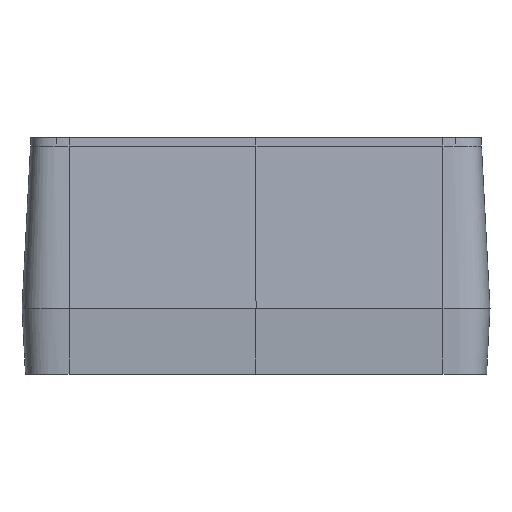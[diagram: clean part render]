
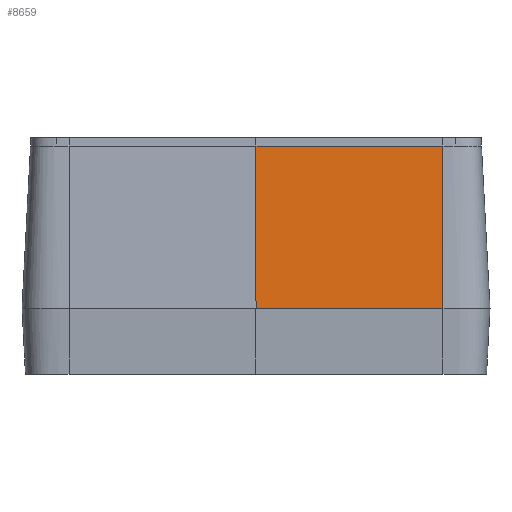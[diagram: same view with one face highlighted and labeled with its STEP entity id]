
A CAD part, front view. The second image highlights one B-rep face of the part: STEP entity #8659.
In plain terms, the highlighted free-form (B-spline) face has degree [5, 1] with [6, 2] control points.
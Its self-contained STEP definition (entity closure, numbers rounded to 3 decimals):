
#8526=CARTESIAN_POINT('Vertex',(34.,-46.549,-2.5)) ;
#8566=CARTESIAN_POINT('Vertex',(34.,-45.003,27.)) ;
#8570=CARTESIAN_POINT('Control Point',(34.,-45.003,27.)) ;
#8571=CARTESIAN_POINT('Control Point',(34.,-46.549,-2.5)) ;
#8581=CARTESIAN_POINT('Control Point',(34.,-45.003,27.)) ;
#8582=CARTESIAN_POINT('Control Point',(34.,-46.549,-2.5)) ;
#8583=CARTESIAN_POINT('Control Point',(27.2,-45.003,27.)) ;
#8584=CARTESIAN_POINT('Control Point',(27.2,-46.549,-2.5)) ;
#8585=CARTESIAN_POINT('Control Point',(20.4,-45.003,27.)) ;
#8586=CARTESIAN_POINT('Control Point',(20.4,-46.549,-2.5)) ;
#8587=CARTESIAN_POINT('Control Point',(25.453,-45.003,27.)) ;
#8588=CARTESIAN_POINT('Control Point',(25.453,-46.549,-2.5)) ;
#8589=CARTESIAN_POINT('Control Point',(6.758,-45.003,27.)) ;
#8590=CARTESIAN_POINT('Control Point',(6.758,-46.549,-2.5)) ;
#8591=CARTESIAN_POINT('Control Point',(0.,-45.003,27.)) ;
#8592=CARTESIAN_POINT('Control Point',(0.,-46.549,-2.5)) ;
#8594=CARTESIAN_POINT('Control Point',(0.,-46.549,-2.5)) ;
#8595=CARTESIAN_POINT('Control Point',(0.49,-46.549,-2.5)) ;
#8596=CARTESIAN_POINT('Control Point',(1.027,-46.549,-2.5)) ;
#8597=CARTESIAN_POINT('Control Point',(1.592,-46.549,-2.5)) ;
#8598=CARTESIAN_POINT('Control Point',(3.148,-46.549,-2.5)) ;
#8599=CARTESIAN_POINT('Control Point',(4.81,-46.549,-2.5)) ;
#8600=CARTESIAN_POINT('Control Point',(5.859,-46.549,-2.5)) ;
#8601=CARTESIAN_POINT('Control Point',(9.233,-46.549,-2.5)) ;
#8602=CARTESIAN_POINT('Control Point',(12.549,-46.549,-2.5)) ;
#8603=CARTESIAN_POINT('Control Point',(14.708,-46.549,-2.5)) ;
#8604=CARTESIAN_POINT('Control Point',(18.633,-46.549,-2.5)) ;
#8605=CARTESIAN_POINT('Control Point',(21.649,-46.549,-2.5)) ;
#8606=CARTESIAN_POINT('Control Point',(22.931,-46.549,-2.5)) ;
#8607=CARTESIAN_POINT('Control Point',(24.713,-46.549,-2.5)) ;
#8608=CARTESIAN_POINT('Control Point',(26.668,-46.549,-2.5)) ;
#8609=CARTESIAN_POINT('Control Point',(27.286,-46.549,-2.5)) ;
#8610=CARTESIAN_POINT('Control Point',(28.866,-46.549,-2.5)) ;
#8611=CARTESIAN_POINT('Control Point',(30.626,-46.549,-2.5)) ;
#8612=CARTESIAN_POINT('Control Point',(31.725,-46.549,-2.5)) ;
#8613=CARTESIAN_POINT('Control Point',(32.862,-46.549,-2.5)) ;
#8614=CARTESIAN_POINT('Control Point',(34.,-46.549,-2.5)) ;
#8615=CARTESIAN_POINT('Vertex',(0.,-46.549,-2.5)) ;
#8619=CARTESIAN_POINT('Control Point',(34.,-45.003,27.)) ;
#8620=CARTESIAN_POINT('Control Point',(33.055,-45.003,27.)) ;
#8621=CARTESIAN_POINT('Control Point',(32.109,-45.003,27.)) ;
#8622=CARTESIAN_POINT('Control Point',(31.183,-45.003,27.)) ;
#8623=CARTESIAN_POINT('Control Point',(29.532,-45.003,27.)) ;
#8624=CARTESIAN_POINT('Control Point',(28.026,-45.003,27.)) ;
#8625=CARTESIAN_POINT('Control Point',(27.362,-45.003,27.)) ;
#8626=CARTESIAN_POINT('Control Point',(26.008,-45.003,27.)) ;
#8627=CARTESIAN_POINT('Control Point',(24.758,-45.003,27.)) ;
#8628=CARTESIAN_POINT('Control Point',(24.115,-45.003,27.)) ;
#8629=CARTESIAN_POINT('Control Point',(22.725,-45.003,27.)) ;
#8630=CARTESIAN_POINT('Control Point',(21.226,-45.003,27.)) ;
#8631=CARTESIAN_POINT('Control Point',(20.376,-45.003,27.)) ;
#8632=CARTESIAN_POINT('Control Point',(18.517,-45.003,27.)) ;
#8633=CARTESIAN_POINT('Control Point',(16.349,-45.003,27.)) ;
#8634=CARTESIAN_POINT('Control Point',(15.188,-45.003,27.)) ;
#8635=CARTESIAN_POINT('Control Point',(12.845,-45.003,27.)) ;
#8636=CARTESIAN_POINT('Control Point',(10.326,-45.003,27.)) ;
#8637=CARTESIAN_POINT('Control Point',(9.09,-45.003,27.)) ;
#8638=CARTESIAN_POINT('Control Point',(7.176,-45.003,27.)) ;
#8639=CARTESIAN_POINT('Control Point',(5.27,-45.003,27.)) ;
#8640=CARTESIAN_POINT('Control Point',(4.61,-45.003,27.)) ;
#8641=CARTESIAN_POINT('Control Point',(3.221,-45.003,27.)) ;
#8642=CARTESIAN_POINT('Control Point',(1.892,-45.003,27.)) ;
#8643=CARTESIAN_POINT('Control Point',(1.217,-45.003,27.)) ;
#8644=CARTESIAN_POINT('Control Point',(0.576,-45.003,27.)) ;
#8645=CARTESIAN_POINT('Control Point',(0.,-45.003,27.)) ;
#8646=CARTESIAN_POINT('Vertex',(0.,-45.003,27.)) ;
#8650=CARTESIAN_POINT('Control Point',(0.,-45.003,27.)) ;
#8651=CARTESIAN_POINT('Control Point',(0.,-46.549,-2.5)) ;
#8654=ORIENTED_EDGE('',*,*,#8617,.F.) ;
#8655=ORIENTED_EDGE('',*,*,#8572,.T.) ;
#8656=ORIENTED_EDGE('',*,*,#8648,.T.) ;
#8657=ORIENTED_EDGE('',*,*,#8652,.F.) ;
#8659=ADVANCED_FACE('0020225.1\\Cadre',(#8658),#8580,.T.) ;
#8569=B_SPLINE_CURVE_WITH_KNOTS('',1,(#8570,#8571),.UNSPECIFIED.,.F.,.U.,(2,2),(0.05,29.591),.UNSPECIFIED.) ;
#8593=B_SPLINE_CURVE_WITH_KNOTS('',5,(#8594,#8595,#8596,#8597,#8598,#8599,#8600,#8601,#8602,#8603,#8604,#8605,#8606,#8607,#8608,#8609,#8610,#8611,#8612,#8613,#8614),.UNSPECIFIED.,.F.,.U.,(6,3,3,3,3,3,6),(0.,4.92,13.032,30.882,49.146,57.095,68.47),.UNSPECIFIED.) ;
#8618=B_SPLINE_CURVE_WITH_KNOTS('',5,(#8619,#8620,#8621,#8622,#8623,#8624,#8625,#8626,#8627,#8628,#8629,#8630,#8631,#8632,#8633,#8634,#8635,#8636,#8637,#8638,#8639,#8640,#8641,#8642,#8643,#8644,#8645),.UNSPECIFIED.,.F.,.U.,(6,3,3,3,3,3,3,3,6),(0.,9.454,17.634,26.946,37.451,47.959,57.547,62.701,68.485),.UNSPECIFIED.) ;
#8649=B_SPLINE_CURVE_WITH_KNOTS('',1,(#8650,#8651),.UNSPECIFIED.,.F.,.U.,(2,2),(0.05,29.591),.UNSPECIFIED.) ;
#8580=B_SPLINE_SURFACE_WITH_KNOTS('',5,1,((#8581,#8582),(#8583,#8584),(#8585,#8586),(#8587,#8588),(#8589,#8590),(#8591,#8592)),.UNSPECIFIED.,.F.,.F.,.U.,(6,6),(2,2),(0.,58.89),(0.05,29.591),.UNSPECIFIED.) ;
#8572=EDGE_CURVE('',#8527,#8567,#8569,.F.) ;
#8617=EDGE_CURVE('',#8527,#8616,#8593,.F.) ;
#8648=EDGE_CURVE('',#8567,#8647,#8618,.T.) ;
#8652=EDGE_CURVE('',#8616,#8647,#8649,.F.) ;
#8653=EDGE_LOOP('',(#8654,#8655,#8656,#8657)) ;
#8658=FACE_OUTER_BOUND('',#8653,.T.) ;
#8527=VERTEX_POINT('',#8526) ;
#8567=VERTEX_POINT('',#8566) ;
#8616=VERTEX_POINT('',#8615) ;
#8647=VERTEX_POINT('',#8646) ;
